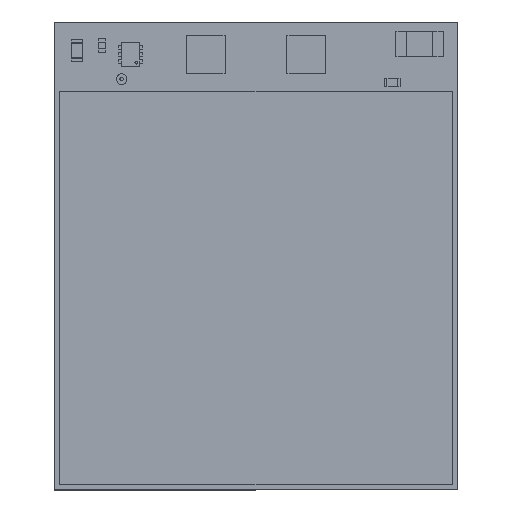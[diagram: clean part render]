
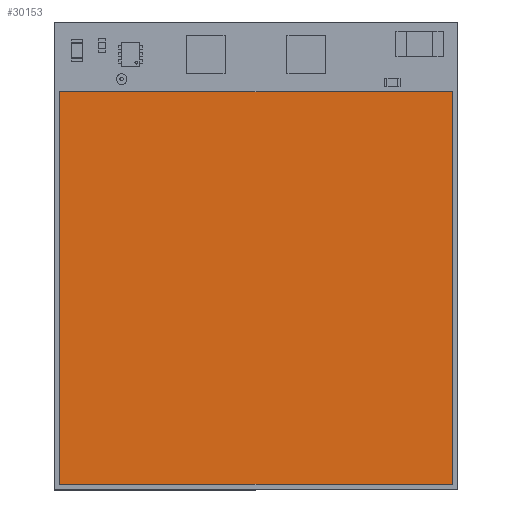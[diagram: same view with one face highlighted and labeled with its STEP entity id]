
A CAD part, top view. The second image highlights one B-rep face of the part: STEP entity #30153.
In plain terms, the highlighted planar face has unit normal (0, 0, 1).
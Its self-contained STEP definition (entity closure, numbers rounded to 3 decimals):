
#1687 = ORIENTED_EDGE ( 'NONE', *, *, #63950, .F. ) ;
#1880 = CARTESIAN_POINT ( 'NONE',  ( 14.1, 14.1, 2.2 ) ) ;
#2019 = DIRECTION ( 'NONE',  ( 0., 1., 0. ) ) ;
#2152 = DIRECTION ( 'NONE',  ( 0., -1., 0. ) ) ;
#2520 = CARTESIAN_POINT ( 'NONE',  ( -14.1, -14.1, 2.2 ) ) ;
#7504 = VERTEX_POINT ( 'NONE', #97858 ) ;
#9337 = EDGE_CURVE ( 'NONE', #34053, #23609, #27584, .T. ) ;
#9563 = DIRECTION ( 'NONE',  ( -1., 0., 0. ) ) ;
#23609 = VERTEX_POINT ( 'NONE', #75042 ) ;
#24225 = AXIS2_PLACEMENT_3D ( 'NONE', #66139, #66121, #66001 ) ;
#25048 = EDGE_LOOP ( 'NONE', ( #93824, #1687, #49457, #94343 ) ) ;
#25127 = EDGE_CURVE ( 'NONE', #23609, #7504, #74336, .T. ) ;
#27584 = LINE ( 'NONE', #98222, #37154 ) ;
#30153 = ADVANCED_FACE ( 'NONE', ( #97263 ), #66888, .T. ) ;
#34053 = VERTEX_POINT ( 'NONE', #84118 ) ;
#37154 = VECTOR ( 'NONE', #99602, 1000. ) ;
#47568 = VERTEX_POINT ( 'NONE', #62515 ) ;
#49457 = ORIENTED_EDGE ( 'NONE', *, *, #107563, .F. ) ;
#49473 = LINE ( 'NONE', #104836, #72666 ) ;
#56724 = VECTOR ( 'NONE', #2152, 1000. ) ;
#62515 = CARTESIAN_POINT ( 'NONE',  ( -14.1, -14.1, 2.2 ) ) ;
#63950 = EDGE_CURVE ( 'NONE', #47568, #34053, #100116, .T. ) ;
#66001 = DIRECTION ( 'NONE',  ( 1., 0., 0. ) ) ;
#66121 = DIRECTION ( 'NONE',  ( 0., 0., 1. ) ) ;
#66139 = CARTESIAN_POINT ( 'NONE',  ( -14.1, -14.1, 2.2 ) ) ;
#66888 = PLANE ( 'NONE',  #24225 ) ;
#72666 = VECTOR ( 'NONE', #9563, 1000. ) ;
#74336 = LINE ( 'NONE', #1880, #56724 ) ;
#74587 = VECTOR ( 'NONE', #2019, 1000. ) ;
#75042 = CARTESIAN_POINT ( 'NONE',  ( 14.1, 14.1, 2.2 ) ) ;
#84118 = CARTESIAN_POINT ( 'NONE',  ( -14.1, 14.1, 2.2 ) ) ;
#93824 = ORIENTED_EDGE ( 'NONE', *, *, #9337, .F. ) ;
#94343 = ORIENTED_EDGE ( 'NONE', *, *, #25127, .F. ) ;
#97263 = FACE_OUTER_BOUND ( 'NONE', #25048, .T. ) ;
#97858 = CARTESIAN_POINT ( 'NONE',  ( 14.1, -14.1, 2.2 ) ) ;
#98222 = CARTESIAN_POINT ( 'NONE',  ( -14.1, 14.1, 2.2 ) ) ;
#99602 = DIRECTION ( 'NONE',  ( 1., 0., 0. ) ) ;
#100116 = LINE ( 'NONE', #2520, #74587 ) ;
#104836 = CARTESIAN_POINT ( 'NONE',  ( 14.1, -14.1, 2.2 ) ) ;
#107563 = EDGE_CURVE ( 'NONE', #7504, #47568, #49473, .T. ) ;
